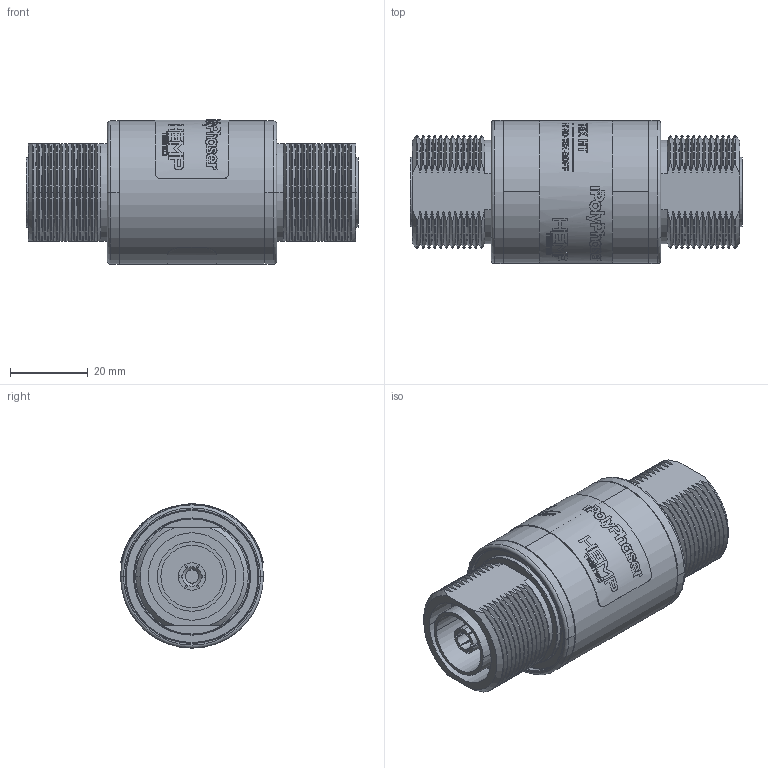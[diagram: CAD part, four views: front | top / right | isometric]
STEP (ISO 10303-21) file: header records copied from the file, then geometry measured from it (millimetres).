
FILE_DESCRIPTION (( 'STEP AP214' ), '1' );
FILE_NAME ('HT-RO-TSX-BDFF.STEP', '2019-07-30T19:29:52', ( '' ), ( '' ), 'SwSTEP 2.0', 'SolidWorks 2019', '' );
FILE_SCHEMA (( 'AUTOMOTIVE_DESIGN' ));
Length unit declared in the file: inch
Products named in the file (14): 2003-1052^HT-RO-TSX-BDFF_Curved; 7060-0017_Hidden; TSX-DFF-B^HT-RO-TSX-BDFF; TSX-DFF-C^HT-RO-TSX-BDFF; 5800-0173; 4052-0025; 2003-3454-3; 4035-0072; 5800-0172; 1464-020^HT-RO-TSX-BDFF; HT-RO-TSX-BDFF; 7040-0092; 2811-0021; 7050-0010^HT-RO-TSX-BDFF
Assembly tree (13 placements, depth 2):
  7060-0017_Hidden
  TSX-DFF-B^HT-RO-TSX-BDFF
  TSX-DFF-C^HT-RO-TSX-BDFF
  1464-020^HT-RO-TSX-BDFF
  HT-RO-TSX-BDFF
    5800-0173  x2
    5800-0172
    7040-0092  x2
    4035-0072  x2
    2811-0021  x2
    4052-0025  x2
    2003-1052^HT-RO-TSX-BDFF_Curved
    2003-3454-3
Bounding box: 85.47 x 36.83 x 37.12 mm (x, y, z)
Volume: 50746.2 mm3; surface area: 33625.4 mm2
Topology: 13 solids, 13 shells, 1154 faces, 3021 edges, 1966 vertices
Faces by surface type: plane 401, cylinder 319, bspline 198, cone 192, torus 44
Entity records: 44914 total; most frequent: CARTESIAN_POINT 17420, ORIENTED_EDGE 4608, DIRECTION 3624, EDGE_CURVE 2304, VERTEX_POINT 1510, AXIS2_PLACEMENT_3D 1409, EDGE_LOOP 942, ADVANCED_FACE 871
